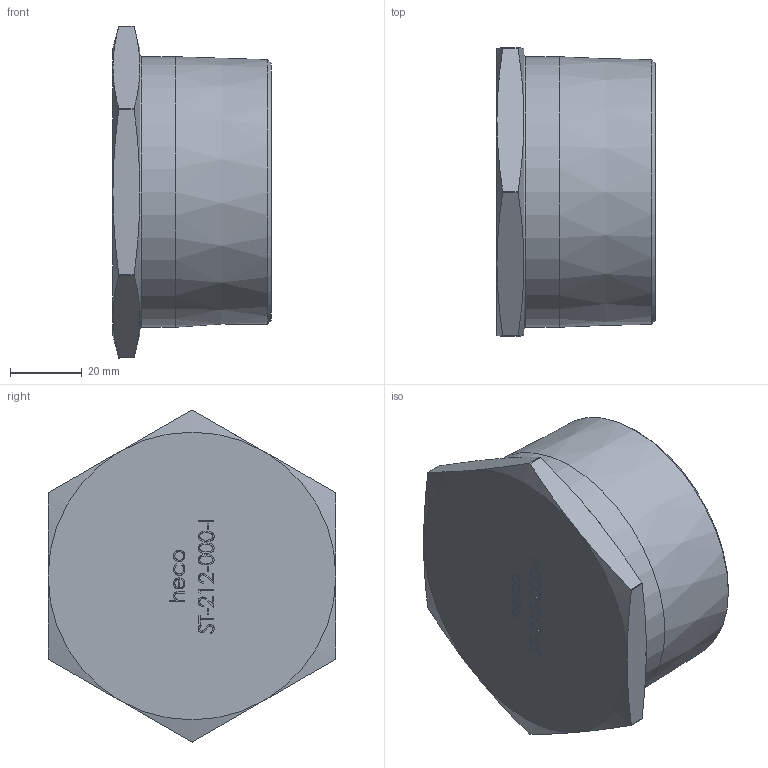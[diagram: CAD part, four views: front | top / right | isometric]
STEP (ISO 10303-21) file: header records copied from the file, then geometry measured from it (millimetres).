
FILE_DESCRIPTION (( 'STEP AP214' ), '1' );
FILE_NAME ('heco_ST-212-000-I.STEP', '2016-07-05T09:52:24', ( '' ), ( '' ), 'SwSTEP 2.0', 'SolidWorks 2011', '' );
FILE_SCHEMA (( 'AUTOMOTIVE_DESIGN' ));
Length unit declared in the file: millimetre
Products named in the file (1): heco_ST-212-000-I
Bounding box: 44.05 x 80 x 92.28 mm (x, y, z)
Volume: 83421.4 mm3; surface area: 28271.2 mm2
Topology: 1 solids, 1 shells, 202 faces, 516 edges, 339 vertices
Faces by surface type: bspline 89, plane 88, cone 15, cylinder 8, torus 2
Full cylindrical faces by diameter (mm): 61 x1, 75.184 x1
Entity records: 12982 total; most frequent: CARTESIAN_POINT 7004, ORIENTED_EDGE 1014, DIRECTION 542, EDGE_CURVE 507, VERTEX_POINT 337, LINE 272, VECTOR 272, EDGE_LOOP 232
